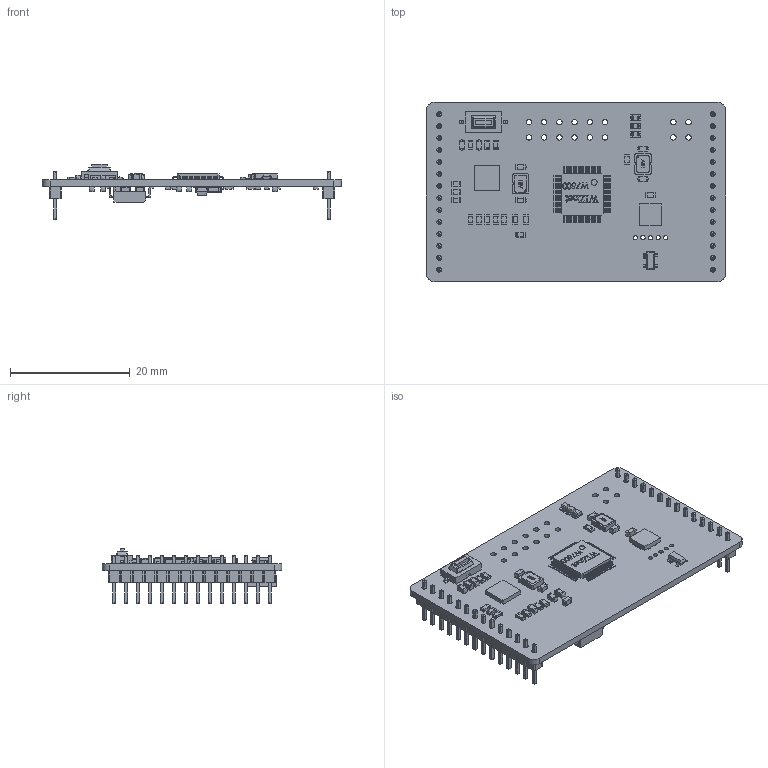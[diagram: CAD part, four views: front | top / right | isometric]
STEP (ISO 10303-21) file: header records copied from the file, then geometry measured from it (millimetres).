
FILE_DESCRIPTION(('Open CASCADE Model'),'2;1');
FILE_NAME('Open CASCADE Shape Model','2025-05-23T11:18:26',('Author'),( 'Open CASCADE'),'Open CASCADE STEP processor 6.8','Open CASCADE 6.8' ,'Unknown');
FILE_SCHEMA(('AUTOMOTIVE_DESIGN { 1 0 10303 214 1 1 1 1 }'));
Length unit declared in the file: millimetre
Products named in the file (93): PCB; Board; Open CASCADE STEP translator 6.8 6.1.1; C1; 1206_SMD_Capacitor; C2; User_Library-CerCaps0603; C3; C4; C5; C6; C7; C8; C9; C10; C11; C12; C13; C14; C16; C18; C20; C21; C15; C17; C19; J6; PH2MM0614; J7; L1; User_Library-Chip_InductorINDC1608X95N; L2; LD1; LED-0603-GREEN; User_Library-LTST-C190GKT_Pad005; User_Library-LTST-C190GKT_Pad001; User_Library-LTST-C190GKT_Pad004; User_Library-LTST-C190GKT_Pad003; User_Library-LTST-C190GKT_Lens; User_Library-LTST-C190GKT_Pad ...
Assembly tree (200 placements, depth 4):
  PCB
    Board
      Open CASCADE STEP translator 6.8 6.1.1
    C1
      1206_SMD_Capacitor
    C2
      User_Library-CerCaps0603
    C3
      User_Library-CerCaps0603
    C4
      User_Library-CerCaps0603
    C5
      1206_SMD_Capacitor
    C6
      User_Library-CerCaps0603
    C7
      User_Library-CerCaps0603
    C8
      User_Library-CerCaps0603
    C9
      User_Library-CerCaps0603
    C10
      User_Library-CerCaps0603
    C11
      User_Library-CerCaps0603
    C12
      User_Library-CerCaps0603
    C13
      User_Library-CerCaps0603
    C14
      1206_SMD_Capacitor
    C16
      1206_SMD_Capacitor
    C18
      User_Library-CerCaps0603
    C20
      User_Library-CerCaps0603
    C21
      User_Library-CerCaps0603
    C15
      User_Library-CerCaps0603
    C17
      User_Library-CerCaps0603
    C19
      User_Library-CerCaps0603
    J6
      PH2MM0614
    J7
      PH2MM0614
    L1
      User_Library-Chip_InductorINDC1608X95N
    L2
      User_Library-Chip_InductorINDC1608X95N
    LD1
      LED-0603-GREEN
        User_Library-LTST-C190GKT_Pad005
        User_Library-LTST-C190GKT_Pad001
        User_Library-LTST-C190GKT_Pad004
        User_Library-LTST-C190GKT_Pad003
        User_Library-LTST-C190GKT_Lens
Bounding box: 50 x 30 x 9.22 mm (x, y, z)
Volume: 2163.8 mm3; surface area: 5101.1 mm2
Topology: 241 solids, 241 shells, 5693 faces, 13478 edges, 7704 vertices
Faces by surface type: plane 2570, cylinder 1768, sphere 698, bspline 657
Full cylindrical faces by diameter (mm): 0.7 x5, 0.8 x28, 0.914 x16, 1 x1
Entity records: 62719 total; most frequent: CARTESIAN_POINT 15295, ORIENTED_EDGE 7862, DIRECTION 7531, EDGE_CURVE 3931, LINE 2787, VECTOR 2787, VERTEX_POINT 2502, AXIS2_PLACEMENT_3D 2372
